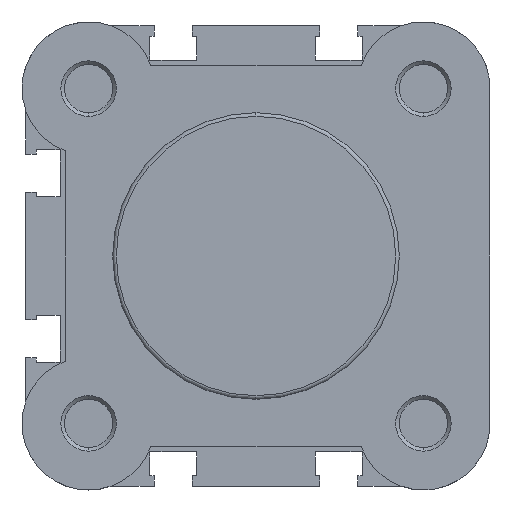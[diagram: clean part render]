
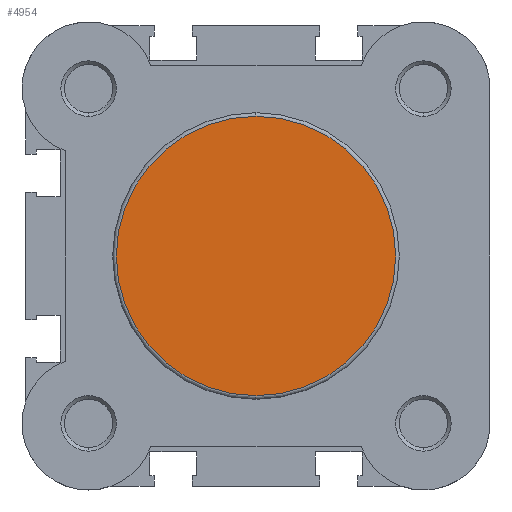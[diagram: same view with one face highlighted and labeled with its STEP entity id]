
A CAD part, left-side view. The second image highlights one B-rep face of the part: STEP entity #4954.
In plain terms, the highlighted planar face has unit normal (-1, 0, 0).
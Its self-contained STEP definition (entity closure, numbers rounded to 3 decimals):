
#11 = EDGE_CURVE ( 'NONE', #2525, #2522, #6064, .T. ) ;
#286 = CARTESIAN_POINT ( 'NONE',  ( 0., 0., 0. ) ) ;
#288 = DIRECTION ( 'NONE',  ( -1., 0., 0. ) ) ;
#289 = DIRECTION ( 'NONE',  ( 0., 0., -1. ) ) ;
#1134 = CARTESIAN_POINT ( 'NONE',  ( 0., 19.9, 0. ) ) ;
#1135 = PLANE ( 'NONE',  #4678 ) ;
#1136 = DIRECTION ( 'NONE',  ( 1., 0., 0. ) ) ;
#1137 = DIRECTION ( 'NONE',  ( 0., 0., -1. ) ) ;
#1312 = CIRCLE ( 'NONE', #4551, 19.4 ) ;
#1819 = FACE_OUTER_BOUND ( 'NONE', #5570, .T. ) ;
#2513 = CARTESIAN_POINT ( 'NONE',  ( 0., 0., -19.4 ) ) ;
#2522 = VERTEX_POINT ( 'NONE', #2513 ) ;
#2525 = VERTEX_POINT ( 'NONE', #2594 ) ;
#2594 = CARTESIAN_POINT ( 'NONE',  ( 0., 0., 19.4 ) ) ;
#2683 = DIRECTION ( 'NONE',  ( -1., 0., 0. ) ) ;
#3015 = CARTESIAN_POINT ( 'NONE',  ( 0., 0., 0. ) ) ;
#3019 = DIRECTION ( 'NONE',  ( 0., 0., -1. ) ) ;
#4156 = EDGE_CURVE ( 'NONE', #2522, #2525, #1312, .T. ) ;
#4470 = AXIS2_PLACEMENT_3D ( 'NONE', #3015, #2683, #3019 ) ;
#4551 = AXIS2_PLACEMENT_3D ( 'NONE', #286, #288, #289 ) ;
#4678 = AXIS2_PLACEMENT_3D ( 'NONE', #1134, #1136, #1137 ) ;
#4954 = ADVANCED_FACE ( 'NONE', ( #1819 ), #1135, .F. ) ;
#5137 = ORIENTED_EDGE ( 'NONE', *, *, #4156, .T. ) ;
#5138 = ORIENTED_EDGE ( 'NONE', *, *, #11, .T. ) ;
#5570 = EDGE_LOOP ( 'NONE', ( #5137, #5138 ) ) ;
#6064 = CIRCLE ( 'NONE', #4470, 19.4 ) ;
